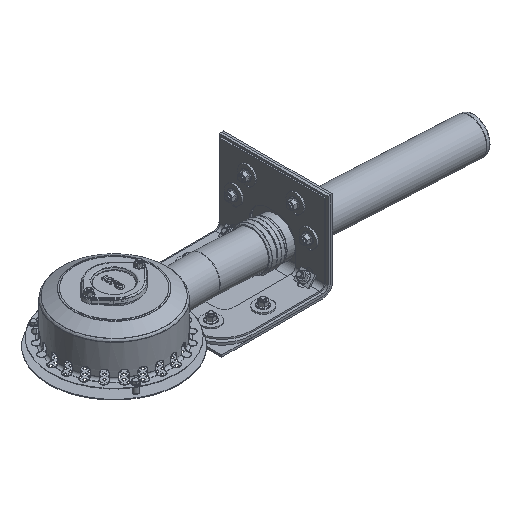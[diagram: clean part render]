
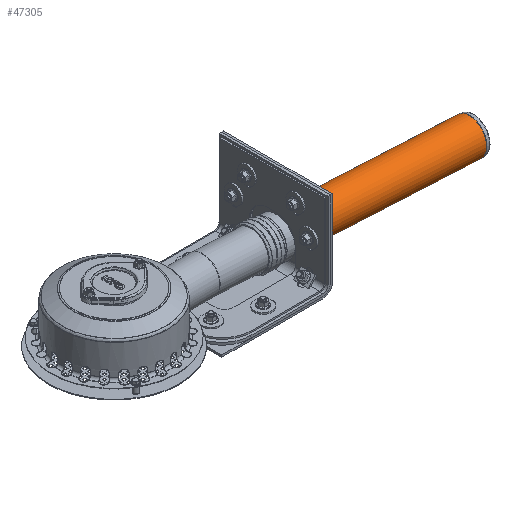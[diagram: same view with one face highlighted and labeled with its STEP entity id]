
A CAD part, isometric view. The second image highlights one B-rep face of the part: STEP entity #47305.
In plain terms, the highlighted cylindrical face has radius 365 mm (diameter 730 mm), a full revolution.
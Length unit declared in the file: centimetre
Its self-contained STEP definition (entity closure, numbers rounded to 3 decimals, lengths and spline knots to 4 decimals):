
#2761=CIRCLE('',#50532,36.5);
#2762=CIRCLE('',#50533,36.5);
#2798=CIRCLE('',#50580,36.5);
#3021=CYLINDRICAL_SURFACE('',#50585,36.5);
#5348=FACE_OUTER_BOUND('',#8495,.T.);
#8495=EDGE_LOOP('',(#43204,#43205,#43206,#43207,#43208));
#13652=LINE('',#82420,#18809);
#18809=VECTOR('',#62205,36.5);
#23173=VERTEX_POINT('',#82218);
#23174=VERTEX_POINT('',#82220);
#23201=VERTEX_POINT('',#82408);
#29824=EDGE_CURVE('',#23174,#23173,#2761,.T.);
#29825=EDGE_CURVE('',#23173,#23174,#2762,.T.);
#29867=EDGE_CURVE('',#23201,#23201,#2798,.T.);
#29872=EDGE_CURVE('',#23201,#23174,#13652,.T.);
#43204=ORIENTED_EDGE('',*,*,#29867,.F.);
#43205=ORIENTED_EDGE('',*,*,#29872,.T.);
#43206=ORIENTED_EDGE('',*,*,#29824,.T.);
#43207=ORIENTED_EDGE('',*,*,#29825,.T.);
#43208=ORIENTED_EDGE('',*,*,#29872,.F.);
#47305=ADVANCED_FACE('',(#5348),#3021,.T.);
#50532=AXIS2_PLACEMENT_3D('',#82221,#62089,#62090);
#50533=AXIS2_PLACEMENT_3D('',#82222,#62091,#62092);
#50580=AXIS2_PLACEMENT_3D('',#82410,#62191,#62192);
#50585=AXIS2_PLACEMENT_3D('',#82419,#62203,#62204);
#62089=DIRECTION('center_axis',(0.999,0.,
-0.052));
#62090=DIRECTION('ref_axis',(0.,1.,0.));
#62091=DIRECTION('center_axis',(0.999,0.,
-0.052));
#62092=DIRECTION('ref_axis',(0.,1.,0.));
#62191=DIRECTION('center_axis',(0.999,0.,
-0.052));
#62192=DIRECTION('ref_axis',(0.,1.,0.));
#62203=DIRECTION('center_axis',(0.999,0.,
-0.052));
#62204=DIRECTION('ref_axis',(0.052,0.,0.999));
#62205=DIRECTION('',(-0.999,0.,0.052));
#82218=CARTESIAN_POINT('',(3749.9226,261.466,66.9607));
#82220=CARTESIAN_POINT('',(3748.0123,297.966,30.5108));
#82221=CARTESIAN_POINT('Origin',(3749.9226,297.966,66.9607));
#82222=CARTESIAN_POINT('Origin',(3749.9226,297.966,66.9607));
#82408=CARTESIAN_POINT('',(4071.2456,297.966,13.5708));
#82410=CARTESIAN_POINT('Origin',(4073.1558,297.966,50.0208));
#82419=CARTESIAN_POINT('Origin',(3948.966,297.966,56.5293));
#82420=CARTESIAN_POINT('',(3947.0557,297.966,20.0793));
